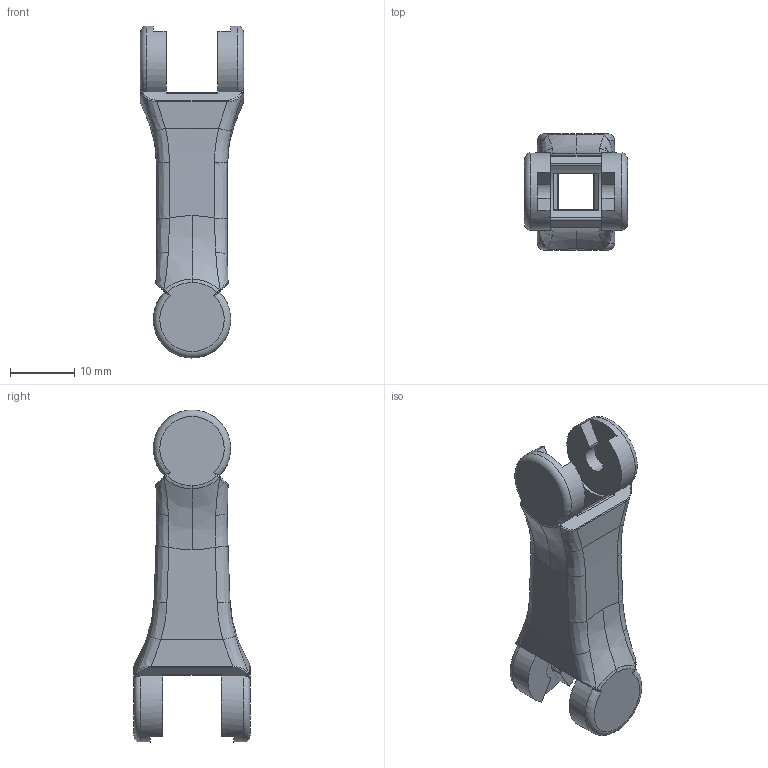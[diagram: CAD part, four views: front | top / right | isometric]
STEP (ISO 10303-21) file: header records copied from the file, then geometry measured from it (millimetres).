
FILE_DESCRIPTION(/* description */ (''),/* implementation_level */ '2;1');
FILE_NAME(/* name */ 'Metacarpal I.step',/* time_stamp */ '2022-08-07T17:56:59+01:00',/* author */ (''),/* organization */ (''),/* preprocessor_version */ 'ST-DEVELOPER v18.1',/* originating_system */ 'Autodesk Translation Framework v10.10.0.1391',/* authorisation */ '');
FILE_SCHEMA (('AUTOMOTIVE_DESIGN { 1 0 10303 214 3 1 1 }'));
Length unit declared in the file: millimetre
Products named in the file (1): Metacarpal I
Bounding box: 16 x 18 x 51.5 mm (x, y, z)
Volume: 4178.4 mm3; surface area: 3762.8 mm2
Topology: 1 solids, 3 shells, 162 faces, 408 edges, 252 vertices
Faces by surface type: bspline 68, cylinder 50, plane 40, torus 4
Entity records: 6240 total; most frequent: CARTESIAN_POINT 2640, ORIENTED_EDGE 816, DIRECTION 622, EDGE_CURVE 408, VERTEX_POINT 252, AXIS2_PLACEMENT_3D 243, EDGE_LOOP 164, FACE_OUTER_BOUND 162
